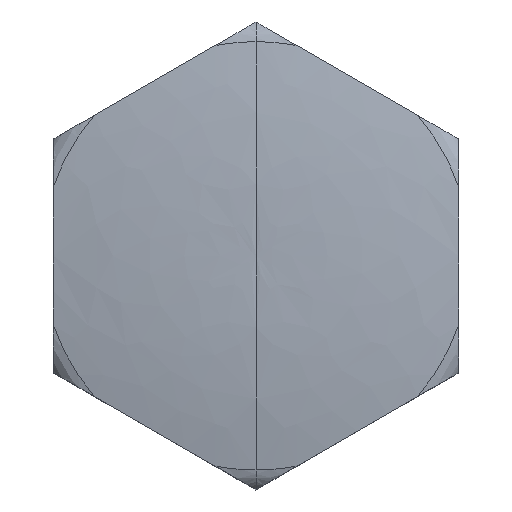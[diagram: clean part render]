
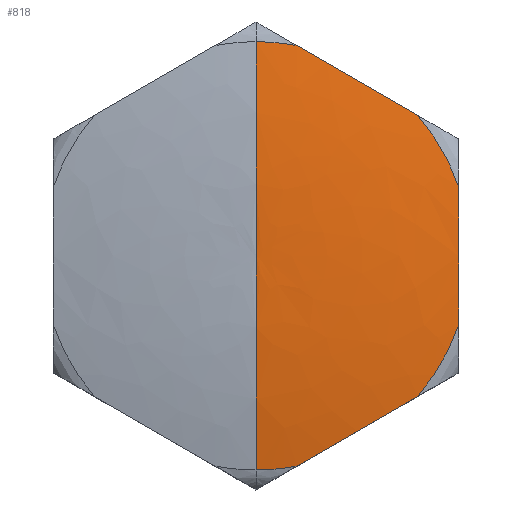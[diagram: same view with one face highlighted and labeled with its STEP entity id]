
A CAD part, top view. The second image highlights one B-rep face of the part: STEP entity #818.
In plain terms, the highlighted free-form (B-spline) face has degree [3, 3] with [4, 4] control points.
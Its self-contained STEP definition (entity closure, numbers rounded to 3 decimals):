
#23 = CARTESIAN_POINT ( 'NONE',  ( 0., 15.859, 13.818 ) ) ;
#48 = DIRECTION ( 'NONE',  ( 0., -1., 0. ) ) ;
#87 = EDGE_CURVE ( 'NONE', #945, #972, #649, .T. ) ;
#93 = DIRECTION ( 'NONE',  ( 0., -1., 0. ) ) ;
#104 = ORIENTED_EDGE ( 'NONE', *, *, #1291, .T. ) ;
#111 = DIRECTION ( 'NONE',  ( 0., -1., 0. ) ) ;
#154 = ORIENTED_EDGE ( 'NONE', *, *, #215, .T. ) ;
#169 = VERTEX_POINT ( 'NONE', #444 ) ;
#182 = CARTESIAN_POINT ( 'NONE',  ( 0., 0., 15. ) ) ;
#215 = EDGE_CURVE ( 'NONE', #1461, #1062, #460, .T. ) ;
#255 = DIRECTION ( 'NONE',  ( 0., 0., 1. ) ) ;
#274 = B_SPLINE_CURVE_WITH_KNOTS ( 'NONE', 3,
 ( #1266, #1423, #394, #1252 ),
 .UNSPECIFIED., .F., .F.,
 ( 4, 4 ),
 ( 0., 0.01 ),
 .UNSPECIFIED. ) ;
#328 = CARTESIAN_POINT ( 'NONE',  ( 0., 0., 13.818 ) ) ;
#350 = CARTESIAN_POINT ( 'NONE',  ( 0., -2.389, -59.962 ) ) ;
#359 = EDGE_LOOP ( 'NONE', ( #1385, #925, #1265, #154, #559, #1301, #104, #1392, #700 ) ) ;
#368 = AXIS2_PLACEMENT_3D ( 'NONE', #328, #1045, #93 ) ;
#394 = CARTESIAN_POINT ( 'NONE',  ( 8.986, 12.132, 14.022 ) ) ;
#406 = CARTESIAN_POINT ( 'NONE',  ( 0., 0., 13.818 ) ) ;
#418 = CARTESIAN_POINT ( 'NONE',  ( 0., 2.389, -59.962 ) ) ;
#435 = AXIS2_PLACEMENT_3D ( 'NONE', #418, #1343, #792 ) ;
#444 = CARTESIAN_POINT ( 'NONE',  ( 0., 15.859, 13.818 ) ) ;
#460 = CIRCLE ( 'NONE', #958, 75. ) ;
#469 = CARTESIAN_POINT ( 'NONE',  ( 3.041, 15.565, 13.818 ) ) ;
#477 = CARTESIAN_POINT ( 'NONE',  ( 0., -10.625, 14.774 ) ) ;
#491 = CIRCLE ( 'NONE', #368, 15.859 ) ;
#548 = CARTESIAN_POINT ( 'NONE',  ( 0., 0., 15. ) ) ;
#559 = ORIENTED_EDGE ( 'NONE', *, *, #1483, .T. ) ;
#568 = VERTEX_POINT ( 'NONE', #756 ) ;
#639 = CARTESIAN_POINT ( 'NONE',  ( 11.959, -10.416, 13.818 ) ) ;
#649 = B_SPLINE_CURVE_WITH_KNOTS ( 'NONE', 3,
 ( #988, #1294, #1177, #1206 ),
 .UNSPECIFIED., .F., .F.,
 ( 4, 4 ),
 ( 0., 0.01 ),
 .UNSPECIFIED. ) ;
#662 = CARTESIAN_POINT ( 'NONE',  ( 0., 0., 15. ) ) ;
#667 =( BOUNDED_SURFACE ( )  B_SPLINE_SURFACE ( 3, 3, ( 
 ( #182, #662, #548, #1014 ),
 ( #898, #783, #1496, #1083 ),
 ( #477, #950, #1390, #940 ),
 ( #739, #1195, #703, #23 ) ),
 .UNSPECIFIED., .F., .F., .F. ) 
 B_SPLINE_SURFACE_WITH_KNOTS ( ( 4, 4 ),
 ( 4, 4 ),
 ( 0., 1. ),
 ( 0., 1. ),
 .UNSPECIFIED. ) 
 GEOMETRIC_REPRESENTATION_ITEM ( )  RATIONAL_B_SPLINE_SURFACE ( (
 ( 1., 0.333, 0.333, 1.),
 ( 0.996, 0.332, 0.332, 0.996),
 ( 0.996, 0.332, 0.332, 0.996),
 ( 1., 0.333, 0.333, 1.) ) ) 
 REPRESENTATION_ITEM ( '' )  SURFACE ( )  );
#682 = VERTEX_POINT ( 'NONE', #469 ) ;
#700 = ORIENTED_EDGE ( 'NONE', *, *, #1079, .T. ) ;
#703 = CARTESIAN_POINT ( 'NONE',  ( 31.718, 15.859, 13.818 ) ) ;
#739 = CARTESIAN_POINT ( 'NONE',  ( 0., -15.859, 13.818 ) ) ;
#756 = CARTESIAN_POINT ( 'NONE',  ( 15., -5.149, 13.818 ) ) ;
#763 = EDGE_CURVE ( 'NONE', #169, #1461, #905, .T. ) ;
#783 = CARTESIAN_POINT ( 'NONE',  ( 10.637, -5.318, 15.169 ) ) ;
#792 = DIRECTION ( 'NONE',  ( 0., -0.032, 0.999 ) ) ;
#818 = ADVANCED_FACE ( 'NONE', ( #1225 ), #667, .T. ) ;
#826 = CIRCLE ( 'NONE', #1028, 15.859 ) ;
#857 = EDGE_CURVE ( 'NONE', #682, #1332, #274, .T. ) ;
#884 = DIRECTION ( 'NONE',  ( 0., 0., 1. ) ) ;
#898 = CARTESIAN_POINT ( 'NONE',  ( 0., -5.318, 15.169 ) ) ;
#905 = CIRCLE ( 'NONE', #435, 75. ) ;
#925 = ORIENTED_EDGE ( 'NONE', *, *, #1162, .T. ) ;
#940 = CARTESIAN_POINT ( 'NONE',  ( 0., 10.625, 14.774 ) ) ;
#945 = VERTEX_POINT ( 'NONE', #639 ) ;
#950 = CARTESIAN_POINT ( 'NONE',  ( 21.249, -10.625, 14.774 ) ) ;
#958 = AXIS2_PLACEMENT_3D ( 'NONE', #350, #1367, #1052 ) ;
#972 = VERTEX_POINT ( 'NONE', #1146 ) ;
#973 = EDGE_CURVE ( 'NONE', #1189, #568, #1313, .T. ) ;
#988 = CARTESIAN_POINT ( 'NONE',  ( 11.959, -10.416, 13.818 ) ) ;
#1014 = CARTESIAN_POINT ( 'NONE',  ( 0., 0., 15. ) ) ;
#1028 = AXIS2_PLACEMENT_3D ( 'NONE', #1284, #255, #1290 ) ;
#1034 = CARTESIAN_POINT ( 'NONE',  ( 15., 1.716, 14.022 ) ) ;
#1045 = DIRECTION ( 'NONE',  ( 0., 0., 1. ) ) ;
#1048 = CIRCLE ( 'NONE', #1228, 15.859 ) ;
#1051 = AXIS2_PLACEMENT_3D ( 'NONE', #406, #884, #48 ) ;
#1052 = DIRECTION ( 'NONE',  ( 0., 0.032, 0.999 ) ) ;
#1058 = CARTESIAN_POINT ( 'NONE',  ( 15., 5.149, 13.818 ) ) ;
#1062 = VERTEX_POINT ( 'NONE', #1105 ) ;
#1073 = CIRCLE ( 'NONE', #1051, 15.859 ) ;
#1079 = EDGE_CURVE ( 'NONE', #1189, #1332, #1073, .T. ) ;
#1083 = CARTESIAN_POINT ( 'NONE',  ( 0., 5.318, 15.169 ) ) ;
#1105 = CARTESIAN_POINT ( 'NONE',  ( 0., -15.859, 13.818 ) ) ;
#1146 = CARTESIAN_POINT ( 'NONE',  ( 3.041, -15.565, 13.818 ) ) ;
#1162 = EDGE_CURVE ( 'NONE', #682, #169, #491, .T. ) ;
#1177 = CARTESIAN_POINT ( 'NONE',  ( 6.014, -13.849, 14.022 ) ) ;
#1189 = VERTEX_POINT ( 'NONE', #1058 ) ;
#1191 = CARTESIAN_POINT ( 'NONE',  ( 0., 0., 13.818 ) ) ;
#1195 = CARTESIAN_POINT ( 'NONE',  ( 31.718, -15.859, 13.818 ) ) ;
#1206 = CARTESIAN_POINT ( 'NONE',  ( 3.041, -15.565, 13.818 ) ) ;
#1215 = CARTESIAN_POINT ( 'NONE',  ( 11.959, 10.416, 13.818 ) ) ;
#1225 = FACE_OUTER_BOUND ( 'NONE', #359, .T. ) ;
#1228 = AXIS2_PLACEMENT_3D ( 'NONE', #1191, #1389, #111 ) ;
#1252 = CARTESIAN_POINT ( 'NONE',  ( 11.959, 10.416, 13.818 ) ) ;
#1264 = CARTESIAN_POINT ( 'NONE',  ( 15., -1.716, 14.022 ) ) ;
#1265 = ORIENTED_EDGE ( 'NONE', *, *, #763, .T. ) ;
#1266 = CARTESIAN_POINT ( 'NONE',  ( 3.041, 15.565, 13.818 ) ) ;
#1284 = CARTESIAN_POINT ( 'NONE',  ( 0., 0., 13.818 ) ) ;
#1290 = DIRECTION ( 'NONE',  ( 0., -1., 0. ) ) ;
#1291 = EDGE_CURVE ( 'NONE', #945, #568, #1048, .T. ) ;
#1294 = CARTESIAN_POINT ( 'NONE',  ( 8.986, -12.132, 14.022 ) ) ;
#1301 = ORIENTED_EDGE ( 'NONE', *, *, #87, .F. ) ;
#1313 = B_SPLINE_CURVE_WITH_KNOTS ( 'NONE', 3,
 ( #1369, #1034, #1264, #1379 ),
 .UNSPECIFIED., .F., .F.,
 ( 4, 4 ),
 ( 0., 0.01 ),
 .UNSPECIFIED. ) ;
#1332 = VERTEX_POINT ( 'NONE', #1215 ) ;
#1343 = DIRECTION ( 'NONE',  ( 1., 0., 0. ) ) ;
#1367 = DIRECTION ( 'NONE',  ( 1., 0., 0. ) ) ;
#1369 = CARTESIAN_POINT ( 'NONE',  ( 15., 5.149, 13.818 ) ) ;
#1379 = CARTESIAN_POINT ( 'NONE',  ( 15., -5.149, 13.818 ) ) ;
#1385 = ORIENTED_EDGE ( 'NONE', *, *, #857, .F. ) ;
#1389 = DIRECTION ( 'NONE',  ( 0., 0., 1. ) ) ;
#1390 = CARTESIAN_POINT ( 'NONE',  ( 21.249, 10.625, 14.774 ) ) ;
#1392 = ORIENTED_EDGE ( 'NONE', *, *, #973, .F. ) ;
#1398 = CARTESIAN_POINT ( 'NONE',  ( 0., 0., 15. ) ) ;
#1423 = CARTESIAN_POINT ( 'NONE',  ( 6.014, 13.849, 14.022 ) ) ;
#1461 = VERTEX_POINT ( 'NONE', #1398 ) ;
#1483 = EDGE_CURVE ( 'NONE', #1062, #972, #826, .T. ) ;
#1496 = CARTESIAN_POINT ( 'NONE',  ( 10.637, 5.318, 15.169 ) ) ;
